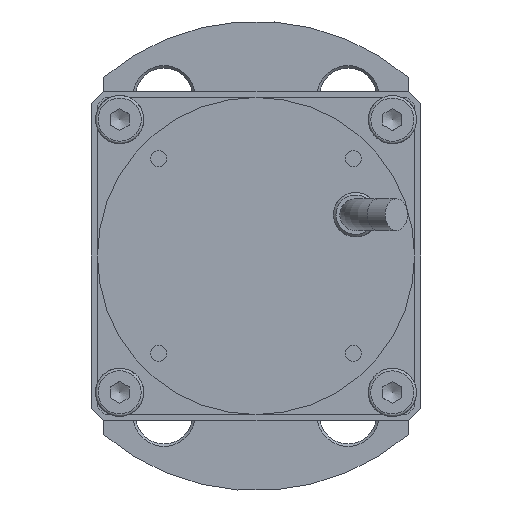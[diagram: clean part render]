
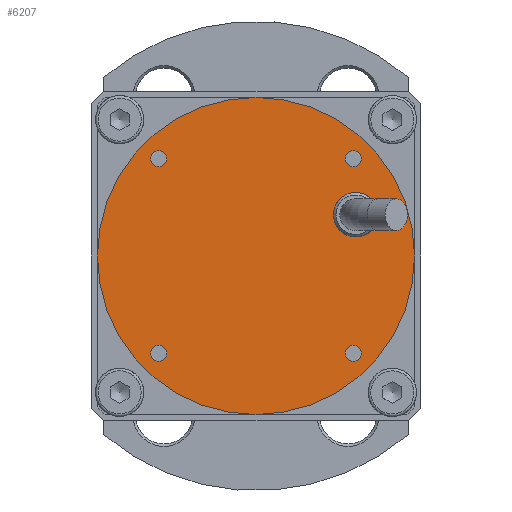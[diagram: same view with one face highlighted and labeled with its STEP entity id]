
A CAD part, left-side view. The second image highlights one B-rep face of the part: STEP entity #6207.
In plain terms, the highlighted planar face has unit normal (-1, 0, 0).
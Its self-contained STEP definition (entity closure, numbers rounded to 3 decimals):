
#1091=FACE_BOUND('',#1810,.T.);
#1092=FACE_BOUND('',#1811,.T.);
#1093=FACE_BOUND('',#1812,.T.);
#1094=FACE_BOUND('',#1813,.T.);
#1095=FACE_BOUND('',#1814,.T.);
#1412=FACE_OUTER_BOUND('',#1809,.T.);
#1809=EDGE_LOOP('',(#5343,#5344));
#1810=EDGE_LOOP('',(#5345,#5346));
#1811=EDGE_LOOP('',(#5347,#5348));
#1812=EDGE_LOOP('',(#5349,#5350));
#1813=EDGE_LOOP('',(#5351,#5352));
#1814=EDGE_LOOP('',(#5353,#5354));
#2179=CIRCLE('',#6881,0.625);
#2180=CIRCLE('',#6882,0.625);
#2183=CIRCLE('',#6886,0.625);
#2184=CIRCLE('',#6887,0.625);
#2187=CIRCLE('',#6891,0.625);
#2188=CIRCLE('',#6892,0.625);
#2191=CIRCLE('',#6896,0.625);
#2192=CIRCLE('',#6897,0.625);
#2195=CIRCLE('',#6901,12.5);
#2196=CIRCLE('',#6902,12.5);
#2219=CIRCLE('',#6947,1.75);
#2220=CIRCLE('',#6948,1.75);
#2757=VERTEX_POINT('',#10832);
#2758=VERTEX_POINT('',#10834);
#2761=VERTEX_POINT('',#10842);
#2762=VERTEX_POINT('',#10844);
#2765=VERTEX_POINT('',#10852);
#2766=VERTEX_POINT('',#10854);
#2769=VERTEX_POINT('',#10862);
#2770=VERTEX_POINT('',#10864);
#2773=VERTEX_POINT('',#10872);
#2774=VERTEX_POINT('',#10874);
#2800=VERTEX_POINT('',#10974);
#2801=VERTEX_POINT('',#10975);
#3588=EDGE_CURVE('',#2757,#2758,#2179,.T.);
#3589=EDGE_CURVE('',#2758,#2757,#2180,.T.);
#3593=EDGE_CURVE('',#2761,#2762,#2183,.T.);
#3594=EDGE_CURVE('',#2762,#2761,#2184,.T.);
#3598=EDGE_CURVE('',#2765,#2766,#2187,.T.);
#3599=EDGE_CURVE('',#2766,#2765,#2188,.T.);
#3603=EDGE_CURVE('',#2769,#2770,#2191,.T.);
#3604=EDGE_CURVE('',#2770,#2769,#2192,.T.);
#3608=EDGE_CURVE('',#2773,#2774,#2195,.T.);
#3609=EDGE_CURVE('',#2774,#2773,#2196,.T.);
#3660=EDGE_CURVE('',#2800,#2801,#2219,.T.);
#3662=EDGE_CURVE('',#2801,#2800,#2220,.T.);
#5343=ORIENTED_EDGE('',*,*,#3609,.F.);
#5344=ORIENTED_EDGE('',*,*,#3608,.F.);
#5345=ORIENTED_EDGE('',*,*,#3589,.F.);
#5346=ORIENTED_EDGE('',*,*,#3588,.F.);
#5347=ORIENTED_EDGE('',*,*,#3594,.F.);
#5348=ORIENTED_EDGE('',*,*,#3593,.F.);
#5349=ORIENTED_EDGE('',*,*,#3599,.F.);
#5350=ORIENTED_EDGE('',*,*,#3598,.F.);
#5351=ORIENTED_EDGE('',*,*,#3604,.F.);
#5352=ORIENTED_EDGE('',*,*,#3603,.F.);
#5353=ORIENTED_EDGE('',*,*,#3660,.F.);
#5354=ORIENTED_EDGE('',*,*,#3662,.F.);
#5558=PLANE('',#6950);
#6207=ADVANCED_FACE('',(#1412,#1091,#1092,#1093,#1094,#1095),#5558,.F.);
#6881=AXIS2_PLACEMENT_3D('',#10835,#8618,#8619);
#6882=AXIS2_PLACEMENT_3D('',#10836,#8620,#8621);
#6886=AXIS2_PLACEMENT_3D('',#10845,#8629,#8630);
#6887=AXIS2_PLACEMENT_3D('',#10846,#8631,#8632);
#6891=AXIS2_PLACEMENT_3D('',#10855,#8640,#8641);
#6892=AXIS2_PLACEMENT_3D('',#10856,#8642,#8643);
#6896=AXIS2_PLACEMENT_3D('',#10865,#8651,#8652);
#6897=AXIS2_PLACEMENT_3D('',#10866,#8653,#8654);
#6901=AXIS2_PLACEMENT_3D('',#10875,#8662,#8663);
#6902=AXIS2_PLACEMENT_3D('',#10876,#8664,#8665);
#6947=AXIS2_PLACEMENT_3D('',#10976,#8782,#8783);
#6948=AXIS2_PLACEMENT_3D('',#10978,#8785,#8786);
#6950=AXIS2_PLACEMENT_3D('',#10980,#8789,#8790);
#8618=DIRECTION('center_axis',(-1.,0.,0.));
#8619=DIRECTION('ref_axis',(0.,0.,
-1.));
#8620=DIRECTION('center_axis',(-1.,0.,0.));
#8621=DIRECTION('ref_axis',(0.,0.,
-1.));
#8629=DIRECTION('center_axis',(-1.,0.,0.));
#8630=DIRECTION('ref_axis',(0.,-1.,0.));
#8631=DIRECTION('center_axis',(-1.,0.,0.));
#8632=DIRECTION('ref_axis',(0.,-1.,0.));
#8640=DIRECTION('center_axis',(-1.,0.,0.));
#8641=DIRECTION('ref_axis',(0.,0.,
1.));
#8642=DIRECTION('center_axis',(-1.,0.,0.));
#8643=DIRECTION('ref_axis',(0.,0.,
1.));
#8651=DIRECTION('center_axis',(-1.,0.,0.));
#8652=DIRECTION('ref_axis',(0.,1.,0.));
#8653=DIRECTION('center_axis',(-1.,0.,0.));
#8654=DIRECTION('ref_axis',(0.,1.,0.));
#8662=DIRECTION('center_axis',(1.,0.,0.));
#8663=DIRECTION('ref_axis',(0.,0.,
1.));
#8664=DIRECTION('center_axis',(1.,0.,0.));
#8665=DIRECTION('ref_axis',(0.,0.,
1.));
#8782=DIRECTION('center_axis',(-1.,0.,0.));
#8783=DIRECTION('ref_axis',(0.,0.,
1.));
#8785=DIRECTION('center_axis',(-1.,0.,0.));
#8786=DIRECTION('ref_axis',(0.,0.,
1.));
#8789=DIRECTION('center_axis',(1.,0.,0.));
#8790=DIRECTION('ref_axis',(0.,0.,
1.));
#10832=CARTESIAN_POINT('',(-54.5,-7.672,8.297));
#10834=CARTESIAN_POINT('',(-54.5,-7.672,7.047));
#10835=CARTESIAN_POINT('Origin',(-54.5,-7.672,7.672));
#10836=CARTESIAN_POINT('Origin',(-54.5,-7.672,7.672));
#10842=CARTESIAN_POINT('',(-54.5,7.672,8.297));
#10844=CARTESIAN_POINT('',(-54.5,7.672,7.047));
#10845=CARTESIAN_POINT('Origin',(-54.5,7.672,7.672));
#10846=CARTESIAN_POINT('Origin',(-54.5,7.672,7.672));
#10852=CARTESIAN_POINT('',(-54.5,7.672,-7.047));
#10854=CARTESIAN_POINT('',(-54.5,7.672,-8.297));
#10855=CARTESIAN_POINT('Origin',(-54.5,7.672,-7.672));
#10856=CARTESIAN_POINT('Origin',(-54.5,7.672,-7.672));
#10862=CARTESIAN_POINT('',(-54.5,-7.672,-7.047));
#10864=CARTESIAN_POINT('',(-54.5,-7.672,-8.297));
#10865=CARTESIAN_POINT('Origin',(-54.5,-7.672,-7.672));
#10866=CARTESIAN_POINT('Origin',(-54.5,-7.672,-7.672));
#10872=CARTESIAN_POINT('',(-54.5,0.,-12.5));
#10874=CARTESIAN_POINT('',(-54.5,0.,12.5));
#10875=CARTESIAN_POINT('Origin',(-54.5,0.,0.));
#10876=CARTESIAN_POINT('Origin',(-54.5,0.,0.));
#10974=CARTESIAN_POINT('',(-54.5,-9.47,3.923));
#10975=CARTESIAN_POINT('',(-54.5,-7.853,1.503));
#10976=CARTESIAN_POINT('Origin',(-54.5,-7.853,3.253));
#10978=CARTESIAN_POINT('Origin',(-54.5,-7.853,3.253));
#10980=CARTESIAN_POINT('Origin',(-54.5,-12.5,0.));
